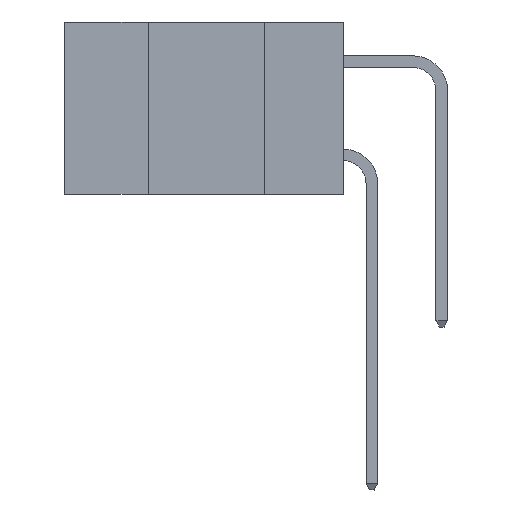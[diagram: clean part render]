
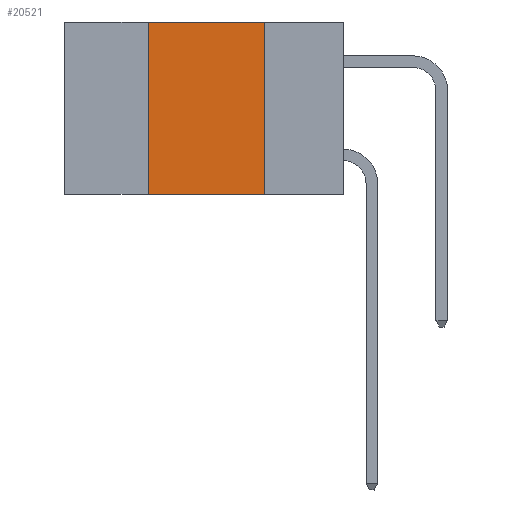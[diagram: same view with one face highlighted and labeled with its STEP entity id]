
A CAD part, left-side view. The second image highlights one B-rep face of the part: STEP entity #20521.
In plain terms, the highlighted planar face has unit normal (-1, 0, 0).
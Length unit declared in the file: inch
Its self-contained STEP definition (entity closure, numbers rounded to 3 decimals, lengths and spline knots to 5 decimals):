
#2 = ORIENTED_EDGE ( 'NONE', *, *, #22287, .F. ) ;
#341 = EDGE_CURVE ( 'NONE', #15341, #2835, #16081, .T. ) ;
#2261 = VECTOR ( 'NONE', #13090, 39.37008 ) ;
#2835 = VERTEX_POINT ( 'NONE', #4062 ) ;
#4062 = CARTESIAN_POINT ( 'NONE',  ( 0., 0.17, -0.37 ) ) ;
#4373 = CARTESIAN_POINT ( 'NONE',  ( 0., 0.42, 0. ) ) ;
#5162 = ORIENTED_EDGE ( 'NONE', *, *, #341, .T. ) ;
#6162 = DIRECTION ( 'NONE',  ( 0., -1., 0. ) ) ;
#6736 = CARTESIAN_POINT ( 'NONE',  ( 0., 0.42, 0. ) ) ;
#7145 = PLANE ( 'NONE',  #28391 ) ;
#9401 = CARTESIAN_POINT ( 'NONE',  ( 0., 0.6, 0. ) ) ;
#11001 = DIRECTION ( 'NONE',  ( 0., 0., 1. ) ) ;
#11950 = LINE ( 'NONE', #4373, #17295 ) ;
#12418 = LINE ( 'NONE', #19903, #29022 ) ;
#12988 = CARTESIAN_POINT ( 'NONE',  ( 0., 0.6, -0.37 ) ) ;
#13090 = DIRECTION ( 'NONE',  ( 0., -1., 0. ) ) ;
#13209 = VERTEX_POINT ( 'NONE', #6736 ) ;
#13554 = CARTESIAN_POINT ( 'NONE',  ( 0., 0.17, 0. ) ) ;
#13993 = DIRECTION ( 'NONE',  ( 0., 0., -1. ) ) ;
#15219 = EDGE_CURVE ( 'NONE', #13209, #16491, #21487, .T. ) ;
#15341 = VERTEX_POINT ( 'NONE', #19492 ) ;
#16081 = LINE ( 'NONE', #12988, #2261 ) ;
#16088 = DIRECTION ( 'NONE',  ( 1., 0., 0. ) ) ;
#16491 = VERTEX_POINT ( 'NONE', #13554 ) ;
#17295 = VECTOR ( 'NONE', #11001, 39.37008 ) ;
#18372 = ORIENTED_EDGE ( 'NONE', *, *, #15219, .F. ) ;
#19492 = CARTESIAN_POINT ( 'NONE',  ( 0., 0.42, -0.37 ) ) ;
#19903 = CARTESIAN_POINT ( 'NONE',  ( 0., 0.17, 0. ) ) ;
#20521 = ADVANCED_FACE ( 'NONE', ( #25142 ), #7145, .F. ) ;
#21487 = LINE ( 'NONE', #26599, #24635 ) ;
#22287 = EDGE_CURVE ( 'NONE', #15341, #13209, #11950, .T. ) ;
#24635 = VECTOR ( 'NONE', #6162, 39.37008 ) ;
#25142 = FACE_OUTER_BOUND ( 'NONE', #27940, .T. ) ;
#25917 = ORIENTED_EDGE ( 'NONE', *, *, #27289, .F. ) ;
#26408 = DIRECTION ( 'NONE',  ( 0., 0., -1. ) ) ;
#26599 = CARTESIAN_POINT ( 'NONE',  ( 0., 0.6, 0. ) ) ;
#27289 = EDGE_CURVE ( 'NONE', #16491, #2835, #12418, .T. ) ;
#27940 = EDGE_LOOP ( 'NONE', ( #25917, #18372, #2, #5162 ) ) ;
#28391 = AXIS2_PLACEMENT_3D ( 'NONE', #9401, #16088, #13993 ) ;
#29022 = VECTOR ( 'NONE', #26408, 39.37008 ) ;
